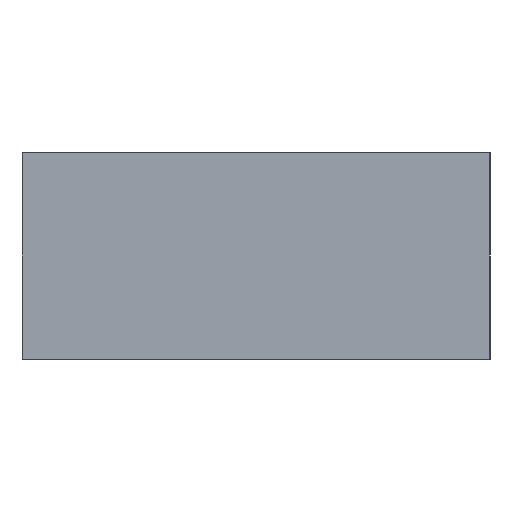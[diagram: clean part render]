
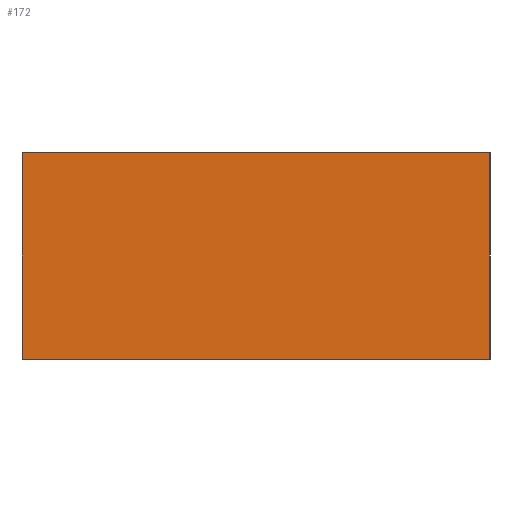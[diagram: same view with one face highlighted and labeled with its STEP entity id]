
A CAD part, left-side view. The second image highlights one B-rep face of the part: STEP entity #172.
In plain terms, the highlighted planar face has unit normal (-1, 0, 0).
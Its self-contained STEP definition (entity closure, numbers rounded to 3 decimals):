
#21 = EDGE_CURVE('',#22,#24,#26,.T.);
#22 = VERTEX_POINT('',#23);
#23 = CARTESIAN_POINT('',(0.,0.,0.));
#24 = VERTEX_POINT('',#25);
#25 = CARTESIAN_POINT('',(0.,0.,15.));
#26 = SURFACE_CURVE('',#27,(#31,#43),.PCURVE_S1.);
#27 = LINE('',#28,#29);
#28 = CARTESIAN_POINT('',(0.,0.,0.));
#29 = VECTOR('',#30,1.);
#30 = DIRECTION('',(0.,0.,1.));
#31 = PCURVE('',#32,#37);
#32 = PLANE('',#33);
#33 = AXIS2_PLACEMENT_3D('',#34,#35,#36);
#34 = CARTESIAN_POINT('',(0.,0.,0.));
#35 = DIRECTION('',(0.,1.,0.));
#36 = DIRECTION('',(1.,0.,0.));
#37 = DEFINITIONAL_REPRESENTATION('',(#38),#42);
#38 = LINE('',#39,#40);
#39 = CARTESIAN_POINT('',(0.,0.));
#40 = VECTOR('',#41,1.);
#41 = DIRECTION('',(0.,-1.));
#42 = ( GEOMETRIC_REPRESENTATION_CONTEXT(2) 
PARAMETRIC_REPRESENTATION_CONTEXT() REPRESENTATION_CONTEXT('2D SPACE',''
  ) );
#43 = PCURVE('',#44,#49);
#44 = PLANE('',#45);
#45 = AXIS2_PLACEMENT_3D('',#46,#47,#48);
#46 = CARTESIAN_POINT('',(0.,34.,0.));
#47 = DIRECTION('',(1.,0.,0.));
#48 = DIRECTION('',(0.,-1.,0.));
#49 = DEFINITIONAL_REPRESENTATION('',(#50),#54);
#50 = LINE('',#51,#52);
#51 = CARTESIAN_POINT('',(34.,0.));
#52 = VECTOR('',#53,1.);
#53 = DIRECTION('',(0.,-1.));
#54 = ( GEOMETRIC_REPRESENTATION_CONTEXT(2) 
PARAMETRIC_REPRESENTATION_CONTEXT() REPRESENTATION_CONTEXT('2D SPACE',''
  ) );
#72 = PLANE('',#73);
#73 = AXIS2_PLACEMENT_3D('',#74,#75,#76);
#74 = CARTESIAN_POINT('',(47.5,17.,15.));
#75 = DIRECTION('',(0.,0.,1.));
#76 = DIRECTION('',(1.,0.,0.));
#126 = PLANE('',#127);
#127 = AXIS2_PLACEMENT_3D('',#128,#129,#130);
#128 = CARTESIAN_POINT('',(47.5,17.,0.));
#129 = DIRECTION('',(0.,0.,1.));
#130 = DIRECTION('',(1.,0.,0.));
#172 = ADVANCED_FACE('',(#173),#44,.F.);
#173 = FACE_BOUND('',#174,.F.);
#174 = EDGE_LOOP('',(#175,#205,#226,#227));
#175 = ORIENTED_EDGE('',*,*,#176,.T.);
#176 = EDGE_CURVE('',#177,#179,#181,.T.);
#177 = VERTEX_POINT('',#178);
#178 = CARTESIAN_POINT('',(0.,34.,0.));
#179 = VERTEX_POINT('',#180);
#180 = CARTESIAN_POINT('',(0.,34.,15.));
#181 = SURFACE_CURVE('',#182,(#186,#193),.PCURVE_S1.);
#182 = LINE('',#183,#184);
#183 = CARTESIAN_POINT('',(0.,34.,0.));
#184 = VECTOR('',#185,1.);
#185 = DIRECTION('',(0.,0.,1.));
#186 = PCURVE('',#44,#187);
#187 = DEFINITIONAL_REPRESENTATION('',(#188),#192);
#188 = LINE('',#189,#190);
#189 = CARTESIAN_POINT('',(0.,0.));
#190 = VECTOR('',#191,1.);
#191 = DIRECTION('',(0.,-1.));
#192 = ( GEOMETRIC_REPRESENTATION_CONTEXT(2) 
PARAMETRIC_REPRESENTATION_CONTEXT() REPRESENTATION_CONTEXT('2D SPACE',''
  ) );
#193 = PCURVE('',#194,#199);
#194 = PLANE('',#195);
#195 = AXIS2_PLACEMENT_3D('',#196,#197,#198);
#196 = CARTESIAN_POINT('',(95.,34.,0.));
#197 = DIRECTION('',(0.,-1.,0.));
#198 = DIRECTION('',(-1.,0.,0.));
#199 = DEFINITIONAL_REPRESENTATION('',(#200),#204);
#200 = LINE('',#201,#202);
#201 = CARTESIAN_POINT('',(95.,0.));
#202 = VECTOR('',#203,1.);
#203 = DIRECTION('',(0.,-1.));
#204 = ( GEOMETRIC_REPRESENTATION_CONTEXT(2) 
PARAMETRIC_REPRESENTATION_CONTEXT() REPRESENTATION_CONTEXT('2D SPACE',''
  ) );
#205 = ORIENTED_EDGE('',*,*,#206,.T.);
#206 = EDGE_CURVE('',#179,#24,#207,.T.);
#207 = SURFACE_CURVE('',#208,(#212,#219),.PCURVE_S1.);
#208 = LINE('',#209,#210);
#209 = CARTESIAN_POINT('',(0.,34.,15.));
#210 = VECTOR('',#211,1.);
#211 = DIRECTION('',(0.,-1.,0.));
#212 = PCURVE('',#44,#213);
#213 = DEFINITIONAL_REPRESENTATION('',(#214),#218);
#214 = LINE('',#215,#216);
#215 = CARTESIAN_POINT('',(0.,-15.));
#216 = VECTOR('',#217,1.);
#217 = DIRECTION('',(1.,0.));
#218 = ( GEOMETRIC_REPRESENTATION_CONTEXT(2) 
PARAMETRIC_REPRESENTATION_CONTEXT() REPRESENTATION_CONTEXT('2D SPACE',''
  ) );
#219 = PCURVE('',#72,#220);
#220 = DEFINITIONAL_REPRESENTATION('',(#221),#225);
#221 = LINE('',#222,#223);
#222 = CARTESIAN_POINT('',(-47.5,17.));
#223 = VECTOR('',#224,1.);
#224 = DIRECTION('',(0.,-1.));
#225 = ( GEOMETRIC_REPRESENTATION_CONTEXT(2) 
PARAMETRIC_REPRESENTATION_CONTEXT() REPRESENTATION_CONTEXT('2D SPACE',''
  ) );
#226 = ORIENTED_EDGE('',*,*,#21,.F.);
#227 = ORIENTED_EDGE('',*,*,#228,.F.);
#228 = EDGE_CURVE('',#177,#22,#229,.T.);
#229 = SURFACE_CURVE('',#230,(#234,#241),.PCURVE_S1.);
#230 = LINE('',#231,#232);
#231 = CARTESIAN_POINT('',(0.,34.,0.));
#232 = VECTOR('',#233,1.);
#233 = DIRECTION('',(0.,-1.,0.));
#234 = PCURVE('',#44,#235);
#235 = DEFINITIONAL_REPRESENTATION('',(#236),#240);
#236 = LINE('',#237,#238);
#237 = CARTESIAN_POINT('',(0.,0.));
#238 = VECTOR('',#239,1.);
#239 = DIRECTION('',(1.,0.));
#240 = ( GEOMETRIC_REPRESENTATION_CONTEXT(2) 
PARAMETRIC_REPRESENTATION_CONTEXT() REPRESENTATION_CONTEXT('2D SPACE',''
  ) );
#241 = PCURVE('',#126,#242);
#242 = DEFINITIONAL_REPRESENTATION('',(#243),#247);
#243 = LINE('',#244,#245);
#244 = CARTESIAN_POINT('',(-47.5,17.));
#245 = VECTOR('',#246,1.);
#246 = DIRECTION('',(0.,-1.));
#247 = ( GEOMETRIC_REPRESENTATION_CONTEXT(2) 
PARAMETRIC_REPRESENTATION_CONTEXT() REPRESENTATION_CONTEXT('2D SPACE',''
  ) );
